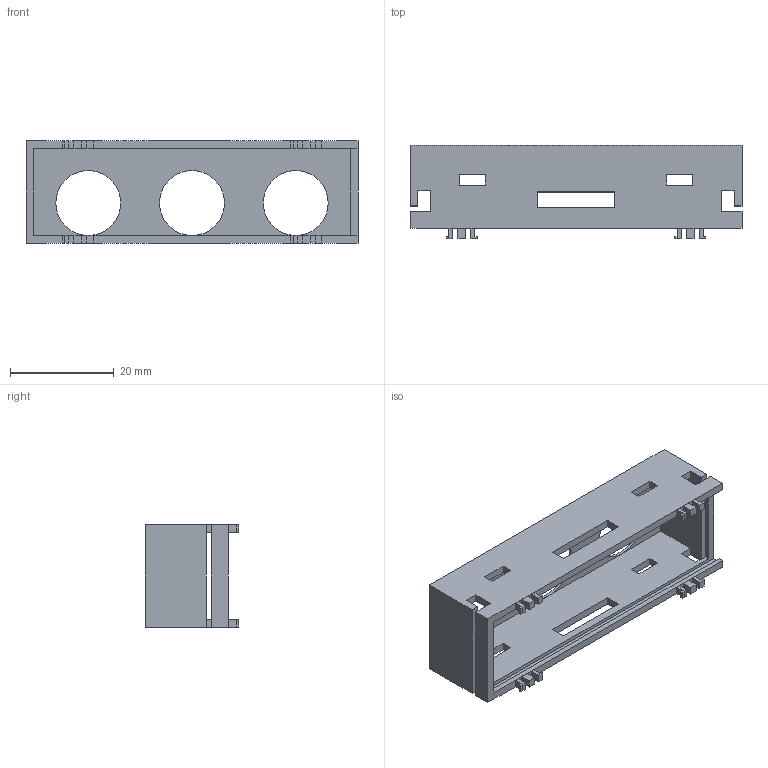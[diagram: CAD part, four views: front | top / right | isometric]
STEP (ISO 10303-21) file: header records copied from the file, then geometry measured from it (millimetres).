
FILE_DESCRIPTION(/* description */ (''),/* implementation_level */ '2;1');
FILE_NAME(/* name */ 'Canal - main base v4.step',/* time_stamp */ '2025-11-21T11:52:55+01:00',/* author */ (''),/* organization */ (''),/* preprocessor_version */ 'ST-DEVELOPER v20.1',/* originating_system */ 'Autodesk Translation Framework v14.21.0.0',/* authorisation */ '');
FILE_SCHEMA (('AUTOMOTIVE_DESIGN { 1 0 10303 214 3 1 1 }'));
Length unit declared in the file: millimetre
Products named in the file (2): Canal - main base; Canal - base
Assembly tree (1 placements, depth 2):
  Canal - main base
    Canal - base
Bounding box: 64 x 18 x 19.75 mm (x, y, z)
Volume: 3787.5 mm3; surface area: 7202.5 mm2
Topology: 17 solids, 17 shells, 172 faces, 427 edges, 283 vertices
Faces by surface type: plane 169, cylinder 3
Full cylindrical faces by diameter (mm): 12.5 x3
Entity records: 5083 total; most frequent: CARTESIAN_POINT 885, ORIENTED_EDGE 854, DIRECTION 786, EDGE_CURVE 427, LINE 418, VECTOR 418, VERTEX_POINT 283, EDGE_LOOP 188
